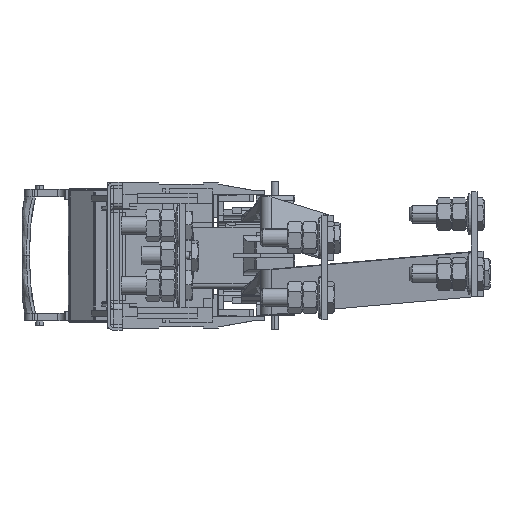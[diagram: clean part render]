
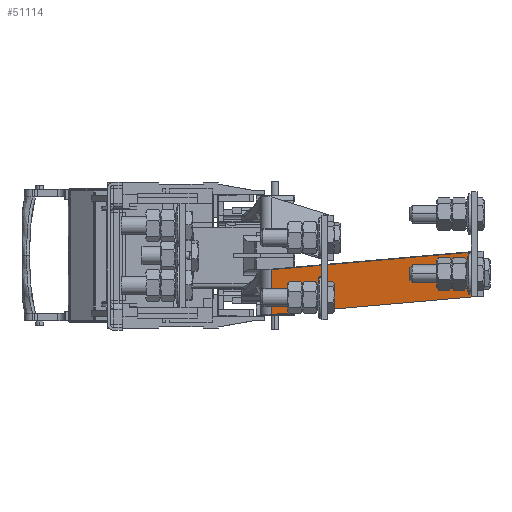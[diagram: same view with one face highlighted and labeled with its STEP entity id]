
A CAD part, left-side view. The second image highlights one B-rep face of the part: STEP entity #51114.
In plain terms, the highlighted planar face has unit normal (-0.996, 0, -0.087).
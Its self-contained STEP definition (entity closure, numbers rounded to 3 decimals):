
#7732 = DIRECTION ( 'NONE',  ( -0.008, -0.996, 0.087 ) ) ;
#11710 = PLANE ( 'NONE',  #68305 ) ;
#12149 = ORIENTED_EDGE ( 'NONE', *, *, #14426, .F. ) ;
#14426 = EDGE_CURVE ( 'NONE', #102910, #107626, #59053, .T. ) ;
#17804 = CARTESIAN_POINT ( 'NONE',  ( -15.006, 15., 30.574 ) ) ;
#18277 = FACE_OUTER_BOUND ( 'NONE', #101665, .T. ) ;
#20082 = DIRECTION ( 'NONE',  ( 0.008, 0.996, -0.087 ) ) ;
#20614 = EDGE_CURVE ( 'NONE', #107626, #56424, #20852, .T. ) ;
#20852 = LINE ( 'NONE', #59527, #37716 ) ;
#25852 = ORIENTED_EDGE ( 'NONE', *, *, #94339, .F. ) ;
#27271 = ORIENTED_EDGE ( 'NONE', *, *, #20614, .F. ) ;
#27646 = CARTESIAN_POINT ( 'NONE',  ( -13.123, 15., 9.058 ) ) ;
#34320 = CARTESIAN_POINT ( 'NONE',  ( -13.41, -120., 12.34 ) ) ;
#35981 = DIRECTION ( 'NONE',  ( 0.087, 0., -0.996 ) ) ;
#37716 = VECTOR ( 'NONE', #101097, 1000. ) ;
#39357 = EDGE_CURVE ( 'NONE', #102910, #102218, #52704, .T. ) ;
#49245 = CARTESIAN_POINT ( 'NONE',  ( -12.381, 15., 0.574 ) ) ;
#51114 = ADVANCED_FACE ( 'NONE', ( #18277 ), #11710, .F. ) ;
#52704 = LINE ( 'NONE', #27646, #77446 ) ;
#54532 = LINE ( 'NONE', #82164, #98894 ) ;
#56424 = VERTEX_POINT ( 'NONE', #34320 ) ;
#59053 = LINE ( 'NONE', #107431, #100814 ) ;
#59527 = CARTESIAN_POINT ( 'NONE',  ( -13.123, -120., 9.058 ) ) ;
#64375 = CARTESIAN_POINT ( 'NONE',  ( -16.035, -120., 42.34 ) ) ;
#68305 = AXIS2_PLACEMENT_3D ( 'NONE', #77860, #69891, #20082 ) ;
#69891 = DIRECTION ( 'NONE',  ( 0.996, 0., 0.087 ) ) ;
#73820 = DIRECTION ( 'NONE',  ( 0.008, 0.996, -0.087 ) ) ;
#77446 = VECTOR ( 'NONE', #35981, 1000. ) ;
#77860 = CARTESIAN_POINT ( 'NONE',  ( -13.123, 66.823, 9.058 ) ) ;
#82164 = CARTESIAN_POINT ( 'NONE',  ( -14.301, -236.804, 22.521 ) ) ;
#93060 = ORIENTED_EDGE ( 'NONE', *, *, #39357, .T. ) ;
#94339 = EDGE_CURVE ( 'NONE', #56424, #102218, #54532, .T. ) ;
#98894 = VECTOR ( 'NONE', #73820, 1000. ) ;
#100814 = VECTOR ( 'NONE', #7732, 1000. ) ;
#101097 = DIRECTION ( 'NONE',  ( 0.087, 0., -0.996 ) ) ;
#101665 = EDGE_LOOP ( 'NONE', ( #27271, #12149, #93060, #25852 ) ) ;
#102218 = VERTEX_POINT ( 'NONE', #49245 ) ;
#102910 = VERTEX_POINT ( 'NONE', #17804 ) ;
#107431 = CARTESIAN_POINT ( 'NONE',  ( -16.906, -234.189, 52.293 ) ) ;
#107626 = VERTEX_POINT ( 'NONE', #64375 ) ;
